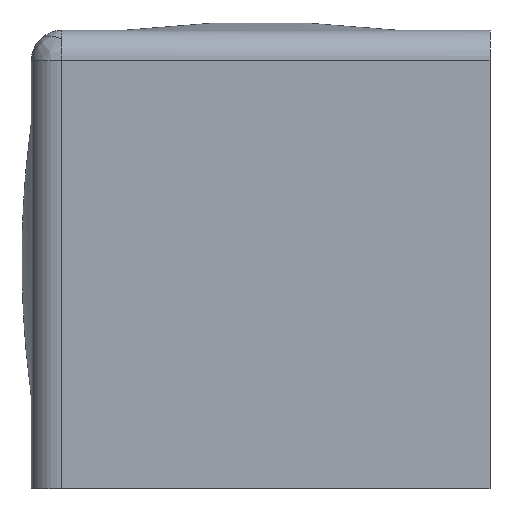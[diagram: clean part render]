
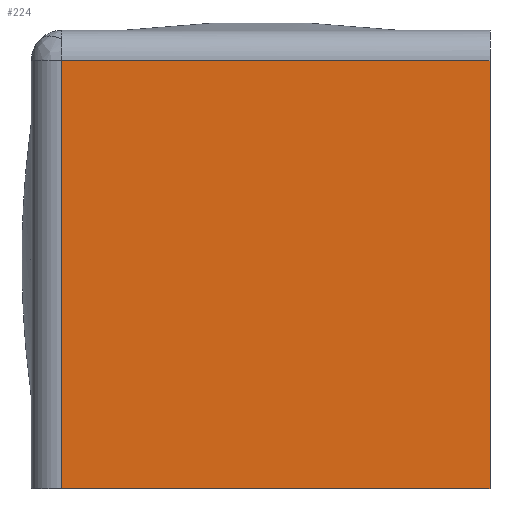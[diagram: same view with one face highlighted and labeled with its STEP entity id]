
A CAD part, front view. The second image highlights one B-rep face of the part: STEP entity #224.
In plain terms, the highlighted planar face has unit normal (0, -1, 0).
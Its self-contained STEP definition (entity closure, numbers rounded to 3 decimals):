
#39 = ORIENTED_EDGE ( 'NONE', *, *, #129, .F. ) ;
#41 = EDGE_CURVE ( 'NONE', #415, #393, #794, .T. ) ;
#49 = CARTESIAN_POINT ( 'NONE',  ( 0., -22.5, 0. ) ) ;
#66 = EDGE_CURVE ( 'NONE', #415, #184, #781, .T. ) ;
#83 = DIRECTION ( 'NONE',  ( 0., 1., 0. ) ) ;
#97 = VERTEX_POINT ( 'NONE', #515 ) ;
#107 = VECTOR ( 'NONE', #193, 1000. ) ;
#108 = VECTOR ( 'NONE', #482, 1000. ) ;
#116 = CARTESIAN_POINT ( 'NONE',  ( -19.5, -22.5, 0. ) ) ;
#129 = EDGE_CURVE ( 'NONE', #393, #97, #611, .T. ) ;
#135 = CARTESIAN_POINT ( 'NONE',  ( 0., -22.5, 42. ) ) ;
#181 = DIRECTION ( 'NONE',  ( 1., 0., 0. ) ) ;
#184 = VERTEX_POINT ( 'NONE', #718 ) ;
#193 = DIRECTION ( 'NONE',  ( 1., 0., 0. ) ) ;
#203 = FACE_OUTER_BOUND ( 'NONE', #573, .T. ) ;
#208 = PLANE ( 'NONE',  #731 ) ;
#224 = ADVANCED_FACE ( 'NONE', ( #203 ), #208, .F. ) ;
#250 = CARTESIAN_POINT ( 'NONE',  ( -19.5, -22.5, 22.5 ) ) ;
#276 = LINE ( 'NONE', #425, #108 ) ;
#300 = ORIENTED_EDGE ( 'NONE', *, *, #664, .T. ) ;
#393 = VERTEX_POINT ( 'NONE', #680 ) ;
#415 = VERTEX_POINT ( 'NONE', #116 ) ;
#425 = CARTESIAN_POINT ( 'NONE',  ( 22.5, -22.5, 22.5 ) ) ;
#439 = DIRECTION ( 'NONE',  ( 0., 0., 1. ) ) ;
#451 = ORIENTED_EDGE ( 'NONE', *, *, #66, .T. ) ;
#471 = VECTOR ( 'NONE', #439, 1000. ) ;
#482 = DIRECTION ( 'NONE',  ( 0., 0., 1. ) ) ;
#515 = CARTESIAN_POINT ( 'NONE',  ( 22.5, -22.5, 42. ) ) ;
#520 = DIRECTION ( 'NONE',  ( 0., 0., 1. ) ) ;
#533 = ORIENTED_EDGE ( 'NONE', *, *, #41, .F. ) ;
#537 = VECTOR ( 'NONE', #181, 1000. ) ;
#573 = EDGE_LOOP ( 'NONE', ( #533, #451, #300, #39 ) ) ;
#611 = LINE ( 'NONE', #135, #107 ) ;
#664 = EDGE_CURVE ( 'NONE', #184, #97, #276, .T. ) ;
#680 = CARTESIAN_POINT ( 'NONE',  ( -19.5, -22.5, 42. ) ) ;
#718 = CARTESIAN_POINT ( 'NONE',  ( 22.5, -22.5, 0. ) ) ;
#731 = AXIS2_PLACEMENT_3D ( 'NONE', #777, #83, #520 ) ;
#777 = CARTESIAN_POINT ( 'NONE',  ( 0., -22.5, 22.5 ) ) ;
#781 = LINE ( 'NONE', #49, #537 ) ;
#794 = LINE ( 'NONE', #250, #471 ) ;
